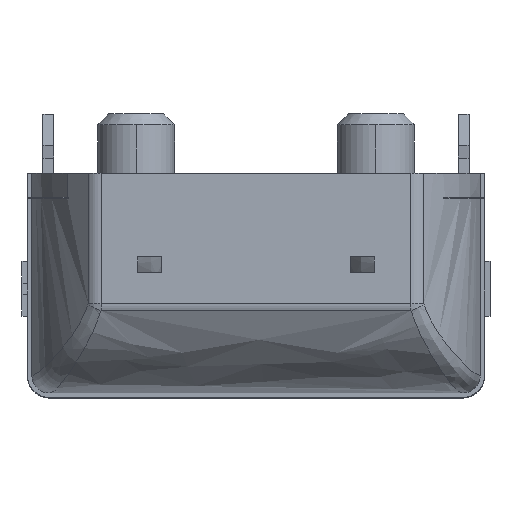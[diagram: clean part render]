
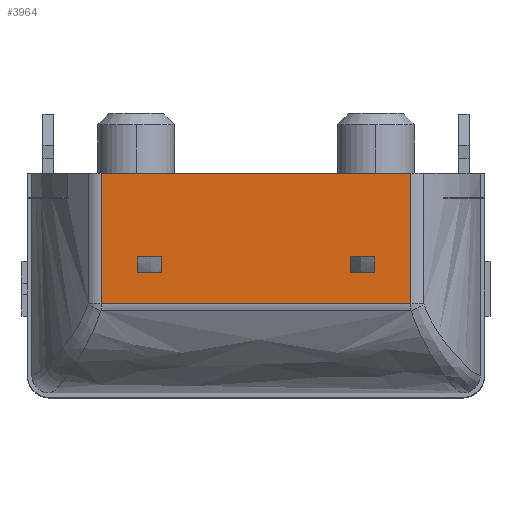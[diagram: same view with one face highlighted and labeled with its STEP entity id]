
A CAD part, top view. The second image highlights one B-rep face of the part: STEP entity #3964.
In plain terms, the highlighted planar face has unit normal (0, 0, 1).
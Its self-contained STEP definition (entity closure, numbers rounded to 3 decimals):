
#276 = ORIENTED_EDGE ( 'NONE', *, *, #801, .T. ) ;
#554 = CARTESIAN_POINT ( 'NONE',  ( 58.632, 54.21, 82.121 ) ) ;
#773 = VERTEX_POINT ( 'NONE', #18504 ) ;
#801 = EDGE_CURVE ( 'NONE', #9013, #16281, #7178, .T. ) ;
#951 = DIRECTION ( 'NONE',  ( 0., -1., 0. ) ) ;
#1182 = VECTOR ( 'NONE', #4661, 1000. ) ;
#1247 = EDGE_CURVE ( 'NONE', #15097, #2517, #9725, .T. ) ;
#1305 = ORIENTED_EDGE ( 'NONE', *, *, #6208, .T. ) ;
#1606 = ORIENTED_EDGE ( 'NONE', *, *, #1247, .T. ) ;
#1810 = VECTOR ( 'NONE', #10376, 1000. ) ;
#1826 = VERTEX_POINT ( 'NONE', #18775 ) ;
#1895 = EDGE_CURVE ( 'NONE', #8900, #7650, #12831, .T. ) ;
#2149 = VERTEX_POINT ( 'NONE', #14604 ) ;
#2253 = ORIENTED_EDGE ( 'NONE', *, *, #7519, .T. ) ;
#2310 = CARTESIAN_POINT ( 'NONE',  ( 60.294, 54.727, 82.121 ) ) ;
#2385 = EDGE_LOOP ( 'NONE', ( #2253, #16590, #13842, #13109 ) ) ;
#2458 = ORIENTED_EDGE ( 'NONE', *, *, #18455, .T. ) ;
#2517 = VERTEX_POINT ( 'NONE', #10322 ) ;
#2632 = FACE_BOUND ( 'NONE', #2385, .T. ) ;
#2652 = EDGE_LOOP ( 'NONE', ( #1305, #6985, #2458, #276 ) ) ;
#2990 = CARTESIAN_POINT ( 'NONE',  ( 72.718, 59.243, 82.121 ) ) ;
#3263 = ORIENTED_EDGE ( 'NONE', *, *, #15402, .T. ) ;
#3481 = VECTOR ( 'NONE', #17686, 1000. ) ;
#3544 = CARTESIAN_POINT ( 'NONE',  ( 69.956, 54.727, 82.121 ) ) ;
#3548 = VERTEX_POINT ( 'NONE', #2310 ) ;
#3591 = LINE ( 'NONE', #18247, #3481 ) ;
#3964 = ADVANCED_FACE ( 'NONE', ( #2632, #10517, #13957 ), #16706, .T. ) ;
#4254 = CARTESIAN_POINT ( 'NONE',  ( 65.675, 55.427, 82.121 ) ) ;
#4293 = DIRECTION ( 'NONE',  ( 1., 0., 0. ) ) ;
#4661 = DIRECTION ( 'NONE',  ( 0., 1., 0. ) ) ;
#4724 = CARTESIAN_POINT ( 'NONE',  ( 69.956, 54.21, 82.121 ) ) ;
#4946 = CARTESIAN_POINT ( 'NONE',  ( 65.675, 55.427, 82.121 ) ) ;
#5085 = DIRECTION ( 'NONE',  ( 1., 0., 0. ) ) ;
#5284 = EDGE_CURVE ( 'NONE', #7650, #773, #12979, .T. ) ;
#5823 = DIRECTION ( 'NONE',  ( 1., 0., 0. ) ) ;
#5853 = LINE ( 'NONE', #17311, #9319 ) ;
#6041 = LINE ( 'NONE', #15645, #13376 ) ;
#6208 = EDGE_CURVE ( 'NONE', #16281, #13909, #5853, .T. ) ;
#6866 = LINE ( 'NONE', #17555, #18084 ) ;
#6985 = ORIENTED_EDGE ( 'NONE', *, *, #7973, .T. ) ;
#7178 = LINE ( 'NONE', #18291, #7356 ) ;
#7356 = VECTOR ( 'NONE', #18296, 1000. ) ;
#7519 = EDGE_CURVE ( 'NONE', #773, #2149, #18929, .T. ) ;
#7650 = VERTEX_POINT ( 'NONE', #3544 ) ;
#7973 = EDGE_CURVE ( 'NONE', #13909, #1826, #10513, .T. ) ;
#8188 = EDGE_CURVE ( 'NONE', #9316, #3548, #3591, .T. ) ;
#8858 = EDGE_CURVE ( 'NONE', #2149, #8900, #10625, .T. ) ;
#8900 = VERTEX_POINT ( 'NONE', #12414 ) ;
#9013 = VERTEX_POINT ( 'NONE', #11397 ) ;
#9142 = ORIENTED_EDGE ( 'NONE', *, *, #8188, .T. ) ;
#9316 = VERTEX_POINT ( 'NONE', #9329 ) ;
#9319 = VECTOR ( 'NONE', #17287, 1000. ) ;
#9329 = CARTESIAN_POINT ( 'NONE',  ( 61.394, 54.727, 82.121 ) ) ;
#9688 = CARTESIAN_POINT ( 'NONE',  ( 58.632, 59.243, 82.121 ) ) ;
#9725 = LINE ( 'NONE', #4946, #10163 ) ;
#9799 = VECTOR ( 'NONE', #951, 1000. ) ;
#10163 = VECTOR ( 'NONE', #5085, 1000. ) ;
#10322 = CARTESIAN_POINT ( 'NONE',  ( 61.394, 55.427, 82.121 ) ) ;
#10376 = DIRECTION ( 'NONE',  ( 0., -1., 0. ) ) ;
#10513 = LINE ( 'NONE', #554, #9799 ) ;
#10517 = FACE_BOUND ( 'NONE', #15212, .T. ) ;
#10625 = LINE ( 'NONE', #12623, #11051 ) ;
#11051 = VECTOR ( 'NONE', #12581, 1000. ) ;
#11397 = CARTESIAN_POINT ( 'NONE',  ( 72.718, 53.325, 82.121 ) ) ;
#12207 = VECTOR ( 'NONE', #16930, 1000. ) ;
#12414 = CARTESIAN_POINT ( 'NONE',  ( 71.056, 54.727, 82.121 ) ) ;
#12563 = CARTESIAN_POINT ( 'NONE',  ( 60.294, 55.427, 82.121 ) ) ;
#12581 = DIRECTION ( 'NONE',  ( 0., -1., 0. ) ) ;
#12623 = CARTESIAN_POINT ( 'NONE',  ( 71.056, 54.21, 82.121 ) ) ;
#12831 = LINE ( 'NONE', #16962, #12207 ) ;
#12900 = VECTOR ( 'NONE', #4293, 1000. ) ;
#12979 = LINE ( 'NONE', #4724, #1182 ) ;
#13109 = ORIENTED_EDGE ( 'NONE', *, *, #5284, .T. ) ;
#13124 = LINE ( 'NONE', #19070, #1810 ) ;
#13376 = VECTOR ( 'NONE', #17063, 1000. ) ;
#13842 = ORIENTED_EDGE ( 'NONE', *, *, #1895, .T. ) ;
#13909 = VERTEX_POINT ( 'NONE', #9688 ) ;
#13957 = FACE_OUTER_BOUND ( 'NONE', #2652, .T. ) ;
#14148 = AXIS2_PLACEMENT_3D ( 'NONE', #16766, #16703, #16688 ) ;
#14604 = CARTESIAN_POINT ( 'NONE',  ( 71.056, 55.427, 82.121 ) ) ;
#15031 = ORIENTED_EDGE ( 'NONE', *, *, #15637, .T. ) ;
#15097 = VERTEX_POINT ( 'NONE', #12563 ) ;
#15212 = EDGE_LOOP ( 'NONE', ( #3263, #1606, #15031, #9142 ) ) ;
#15402 = EDGE_CURVE ( 'NONE', #3548, #15097, #6041, .T. ) ;
#15637 = EDGE_CURVE ( 'NONE', #2517, #9316, #13124, .T. ) ;
#15645 = CARTESIAN_POINT ( 'NONE',  ( 60.294, 54.21, 82.121 ) ) ;
#16281 = VERTEX_POINT ( 'NONE', #2990 ) ;
#16590 = ORIENTED_EDGE ( 'NONE', *, *, #8858, .T. ) ;
#16688 = DIRECTION ( 'NONE',  ( 1., 0., 0. ) ) ;
#16703 = DIRECTION ( 'NONE',  ( 0., 0., 1. ) ) ;
#16706 = PLANE ( 'NONE',  #14148 ) ;
#16766 = CARTESIAN_POINT ( 'NONE',  ( 65.675, 54.21, 82.121 ) ) ;
#16930 = DIRECTION ( 'NONE',  ( -1., 0., 0. ) ) ;
#16962 = CARTESIAN_POINT ( 'NONE',  ( 65.675, 54.727, 82.121 ) ) ;
#17063 = DIRECTION ( 'NONE',  ( 0., 1., 0. ) ) ;
#17287 = DIRECTION ( 'NONE',  ( -1., 0., 0. ) ) ;
#17311 = CARTESIAN_POINT ( 'NONE',  ( 58.575, 59.243, 82.121 ) ) ;
#17555 = CARTESIAN_POINT ( 'NONE',  ( 65.675, 53.325, 82.121 ) ) ;
#17686 = DIRECTION ( 'NONE',  ( -1., 0., 0. ) ) ;
#18084 = VECTOR ( 'NONE', #5823, 1000. ) ;
#18247 = CARTESIAN_POINT ( 'NONE',  ( 65.675, 54.727, 82.121 ) ) ;
#18291 = CARTESIAN_POINT ( 'NONE',  ( 72.718, 54.21, 82.121 ) ) ;
#18296 = DIRECTION ( 'NONE',  ( 0., 1., 0. ) ) ;
#18455 = EDGE_CURVE ( 'NONE', #1826, #9013, #6866, .T. ) ;
#18504 = CARTESIAN_POINT ( 'NONE',  ( 69.956, 55.427, 82.121 ) ) ;
#18775 = CARTESIAN_POINT ( 'NONE',  ( 58.632, 53.325, 82.121 ) ) ;
#18929 = LINE ( 'NONE', #4254, #12900 ) ;
#19070 = CARTESIAN_POINT ( 'NONE',  ( 61.394, 54.21, 82.121 ) ) ;
